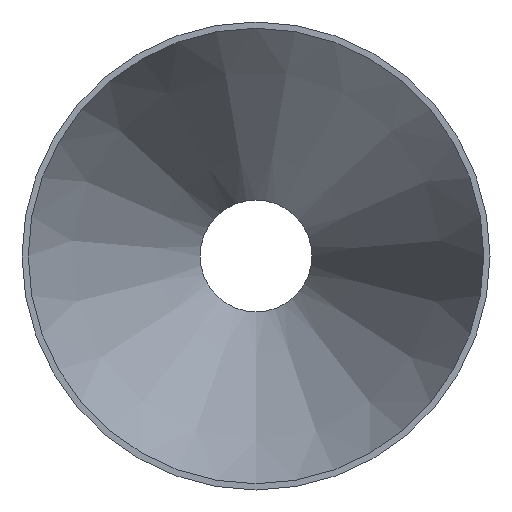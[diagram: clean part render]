
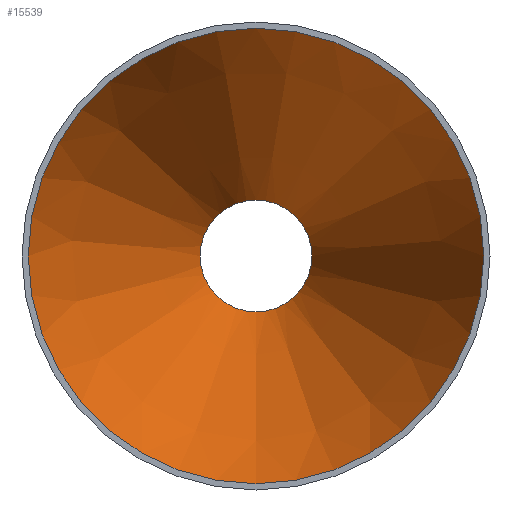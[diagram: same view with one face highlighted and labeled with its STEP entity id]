
A CAD part, front view. The second image highlights one B-rep face of the part: STEP entity #15539.
In plain terms, the highlighted conical face has half-angle 22.739 degrees and reference radius 197.779 mm.
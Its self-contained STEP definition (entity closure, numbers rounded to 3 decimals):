
#1861 = CIRCLE ( 'NONE', #36963, 197.779 ) ;
#2951 = DIRECTION ( 'NONE',  ( 0., -1., 0. ) ) ;
#3564 = CONICAL_SURFACE ( 'NONE', #14824, 197.779, 0.397 ) ;
#6039 = FACE_BOUND ( 'NONE', #33337, .T. ) ;
#7913 = ORIENTED_EDGE ( 'NONE', *, *, #28140, .T. ) ;
#9267 = ORIENTED_EDGE ( 'NONE', *, *, #18077, .F. ) ;
#11004 = CARTESIAN_POINT ( 'NONE',  ( 0., 356., 0. ) ) ;
#11027 = DIRECTION ( 'NONE',  ( 0., 0., -1. ) ) ;
#13885 = DIRECTION ( 'NONE',  ( 0., -1., 0. ) ) ;
#14174 = CARTESIAN_POINT ( 'NONE',  ( 0., 0., 0. ) ) ;
#14824 = AXIS2_PLACEMENT_3D ( 'NONE', #18710, #2951, #11027 ) ;
#14879 = AXIS2_PLACEMENT_3D ( 'NONE', #11004, #13885, #17218 ) ;
#15123 = EDGE_LOOP ( 'NONE', ( #7913 ) ) ;
#15539 = ADVANCED_FACE ( 'NONE', ( #6039, #16415 ), #3564, .F. ) ;
#16415 = FACE_OUTER_BOUND ( 'NONE', #15123, .T. ) ;
#17218 = DIRECTION ( 'NONE',  ( 0., 0., -1. ) ) ;
#17310 = DIRECTION ( 'NONE',  ( 0., -1., 0. ) ) ;
#18077 = EDGE_CURVE ( 'NONE', #38420, #38420, #27474, .T. ) ;
#18710 = CARTESIAN_POINT ( 'NONE',  ( 0., 0., 0. ) ) ;
#20152 = CARTESIAN_POINT ( 'NONE',  ( 0., 356., -48.579 ) ) ;
#26558 = CARTESIAN_POINT ( 'NONE',  ( 0., 0., -197.779 ) ) ;
#27474 = CIRCLE ( 'NONE', #14879, 48.579 ) ;
#28140 = EDGE_CURVE ( 'NONE', #32382, #32382, #1861, .T. ) ;
#32382 = VERTEX_POINT ( 'NONE', #26558 ) ;
#33337 = EDGE_LOOP ( 'NONE', ( #9267 ) ) ;
#36963 = AXIS2_PLACEMENT_3D ( 'NONE', #14174, #17310, #39095 ) ;
#38420 = VERTEX_POINT ( 'NONE', #20152 ) ;
#39095 = DIRECTION ( 'NONE',  ( 0., 0., -1. ) ) ;
